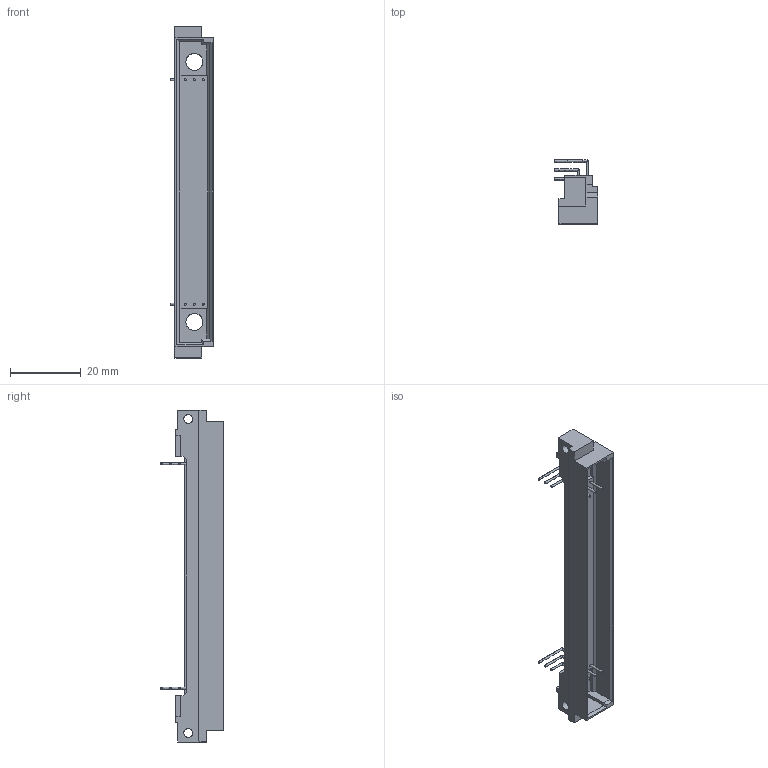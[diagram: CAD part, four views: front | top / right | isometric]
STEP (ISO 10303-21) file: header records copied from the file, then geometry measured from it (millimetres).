
FILE_DESCRIPTION((''),'2;1');
FILE_NAME('0903_Type_M78_angled_male_78_pole.stp', '2004-08-03T10:28:49',('User'),('SDRC'),'I-DEAS Master Series 9','UNIX', 'Yes');
FILE_SCHEMA(('AUTOMOTIVE_DESIGN { 1 0 10303 214 1 1 1 1 }'));
Length unit declared in the file: millimetre
Products named in the file (1): 0903_Type_M78_angled_male_78_pole
Bounding box: 12.35 x 18.02 x 94 mm (x, y, z)
Volume: 5325.1 mm3; surface area: 5926.6 mm2
Topology: 1 solids, 1 shells, 107 faces, 268 edges, 164 vertices
Faces by surface type: bspline 107
Entity records: 3355 total; most frequent: CARTESIAN_POINT 1635, ORIENTED_EDGE 512, EDGE_CURVE 256, VERTEX_POINT 164, B_SPLINE_CURVE_WITH_KNOTS 135, EDGE_LOOP 128, FACE_OUTER_BOUND 107, ADVANCED_FACE 107
